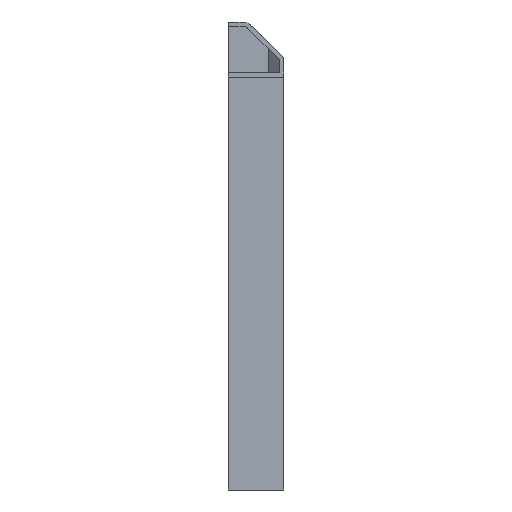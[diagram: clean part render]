
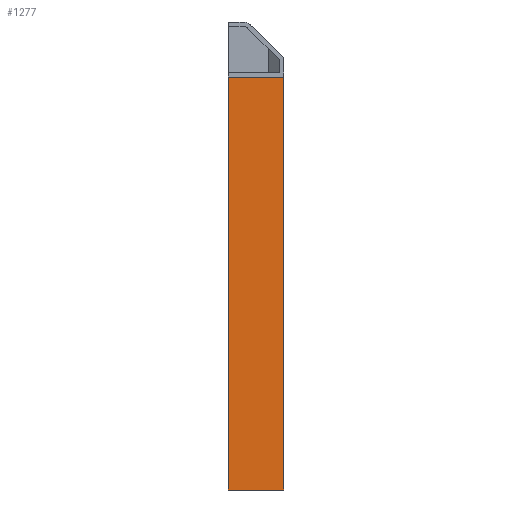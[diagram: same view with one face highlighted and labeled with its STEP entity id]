
A CAD part, left-side view. The second image highlights one B-rep face of the part: STEP entity #1277.
In plain terms, the highlighted planar face has unit normal (-1, 0, 0).
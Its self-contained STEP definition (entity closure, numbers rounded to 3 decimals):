
#85=PLANE('',#1411);
#156=FACE_OUTER_BOUND('',#237,.T.);
#237=EDGE_LOOP('',(#1172,#1173,#1174,#1175));
#288=LINE('',#1798,#405);
#322=LINE('',#1954,#439);
#368=LINE('',#2397,#485);
#398=LINE('',#2485,#515);
#405=VECTOR('',#1437,10.);
#439=VECTOR('',#1511,10.);
#485=VECTOR('',#1661,10.);
#515=VECTOR('',#1769,10.);
#534=VERTEX_POINT('',#1795);
#535=VERTEX_POINT('',#1797);
#576=VERTEX_POINT('',#1951);
#577=VERTEX_POINT('',#1953);
#653=EDGE_CURVE('',#534,#535,#288,.T.);
#705=EDGE_CURVE('',#577,#576,#322,.T.);
#782=EDGE_CURVE('',#577,#534,#368,.T.);
#823=EDGE_CURVE('',#535,#576,#398,.T.);
#1172=ORIENTED_EDGE('',*,*,#823,.F.);
#1173=ORIENTED_EDGE('',*,*,#653,.F.);
#1174=ORIENTED_EDGE('',*,*,#782,.F.);
#1175=ORIENTED_EDGE('',*,*,#705,.T.);
#1277=ADVANCED_FACE('',(#156),#85,.T.);
#1411=AXIS2_PLACEMENT_3D('',#2484,#1767,#1768);
#1437=DIRECTION('',(0.,0.,-1.));
#1511=DIRECTION('',(0.,0.,-1.));
#1661=DIRECTION('',(0.,-1.,0.));
#1767=DIRECTION('center_axis',(-1.,0.,0.));
#1768=DIRECTION('ref_axis',(0.,0.,-1.));
#1769=DIRECTION('',(0.,1.,0.));
#1795=CARTESIAN_POINT('',(362.,-58.,401.904));
#1797=CARTESIAN_POINT('',(362.,-58.,251.904));
#1798=CARTESIAN_POINT('',(362.,-58.,-38.096));
#1951=CARTESIAN_POINT('',(362.,-38.,251.904));
#1953=CARTESIAN_POINT('',(362.,-38.,401.904));
#1954=CARTESIAN_POINT('',(362.,-38.,-38.096));
#2397=CARTESIAN_POINT('',(362.,-38.,401.904));
#2484=CARTESIAN_POINT('Origin',(362.,-38.,401.904));
#2485=CARTESIAN_POINT('',(362.,-43.416,251.904));
